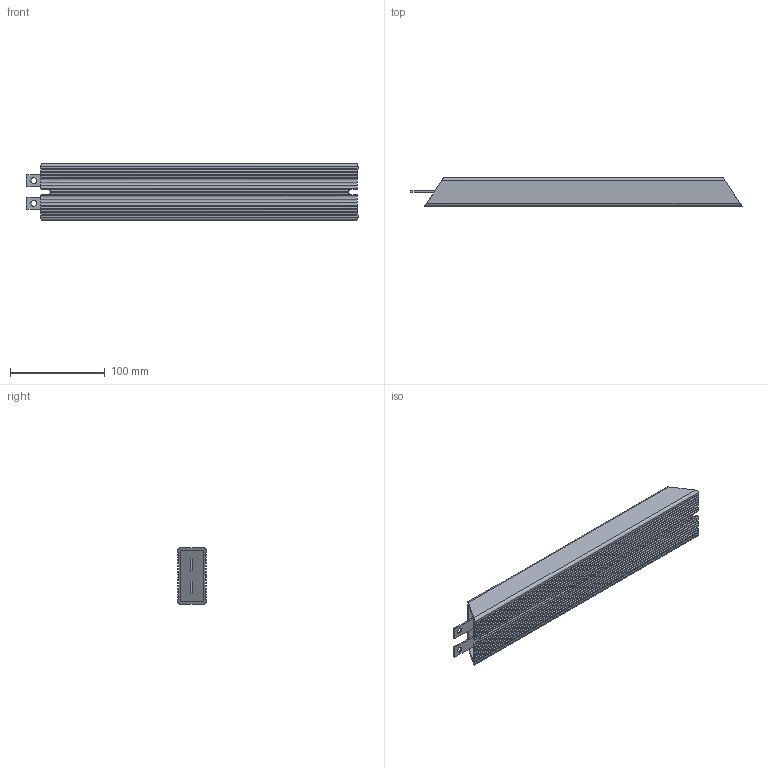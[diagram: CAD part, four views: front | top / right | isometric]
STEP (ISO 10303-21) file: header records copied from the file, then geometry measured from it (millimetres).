
FILE_DESCRIPTION(('HOOPS Exchange Step'),'2;1');
FILE_NAME('export-4933B1B9-544E-4436-AB30-A4AC140AC5FF.stp','2024-07-13T14:24:08+02:00',('Engineering'),('Alibre'),'HOOPS Exchange 2023.0','Alibre','Unknown authorisation');
FILE_SCHEMA( ('AP242_MANAGED_MODEL_BASED_3D_ENGINEERING_MIM_LF {1 0 10303 442 1 1 4 }') );
Length unit declared in the file: millimetre
Products named in the file (4): 2260-1 Delta High Power Brake Resistor 500W 100Ohm (400V models); 2260-2 Delta High Power Brake Resistor 500W 100Ohm (400V models); 2260-3 Delta High Power Brake Resistor 500W 100Ohm (400V models); 2260 Delta High Power Brake Resistor 500W 100Ohm (400V models)
Assembly tree (3 placements, depth 2):
  2260 Delta High Power Brake Resistor 500W 100Ohm (400V models)
    2260-1 Delta High Power Brake Resistor 500W 100Ohm (400V models)
    2260-2 Delta High Power Brake Resistor 500W 100Ohm (400V models)
    2260-3 Delta High Power Brake Resistor 500W 100Ohm (400V models)
Bounding box: 350.53 x 30 x 60 mm (x, y, z)
Volume: 500934.9 mm3; surface area: 77021.8 mm2
Topology: 3 solids, 3 shells, 120 faces, 342 edges, 228 vertices
Faces by surface type: plane 72, cylinder 48
Entity records: 4128 total; most frequent: CARTESIAN_POINT 794, DIRECTION 690, ORIENTED_EDGE 684, EDGE_CURVE 342, VECTOR 242, LINE 242, VERTEX_POINT 228, AXIS2_PLACEMENT_3D 224
